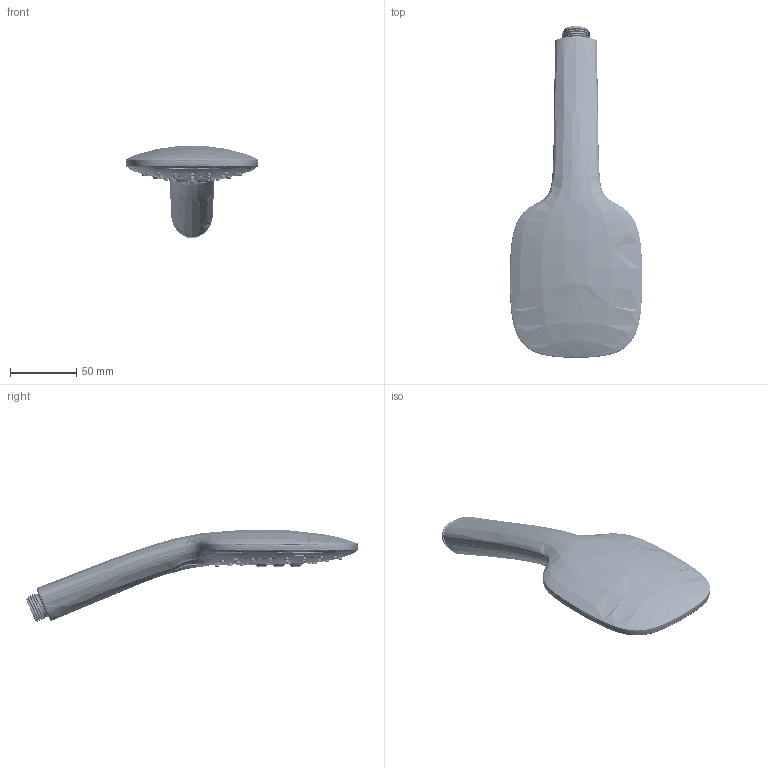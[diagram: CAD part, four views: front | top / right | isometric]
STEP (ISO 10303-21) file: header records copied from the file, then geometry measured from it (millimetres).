
FILE_DESCRIPTION (( 'STEP AP203' ), '1' );
FILE_NAME ('99ZP06272.STEP', '2024-01-18T10:34:20', ( '' ), ( '' ), 'SwSTEP 2.0', 'SolidWorks 2021', '' );
FILE_SCHEMA (( 'CONFIG_CONTROL_DESIGN' ));
Length unit declared in the file: millimetre
Products named in the file (1): 99ZP06272
Bounding box: 99.96 x 250.32 x 69.7 mm (x, y, z)
Volume: 244044.9 mm3; surface area: 84848.6 mm2
Topology: 4 solids, 4 shells, 3283 faces, 9471 edges, 6225 vertices
Faces by surface type: bspline 1918, cylinder 638, cone 394, plane 333
Entity records: 351858 total; most frequent: CARTESIAN_POINT 287154, ORIENTED_EDGE 18734, EDGE_CURVE 9367, B_SPLINE_CURVE_WITH_KNOTS 6851, VERTEX_POINT 6221, DIRECTION 5390, EDGE_LOOP 3644, ADVANCED_FACE 3282
